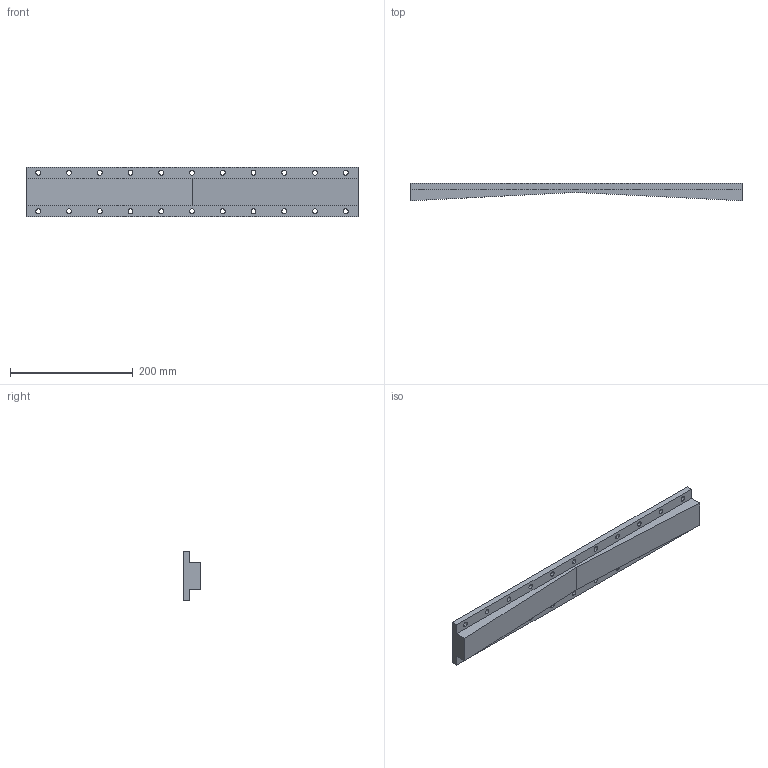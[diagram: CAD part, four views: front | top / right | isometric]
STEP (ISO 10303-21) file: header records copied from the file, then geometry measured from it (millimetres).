
FILE_DESCRIPTION (( 'STEP AP214' ), '1' );
FILE_NAME ('Moule partie Inf.STEP', '2018-11-26T21:05:53', ( '' ), ( '' ), 'SwSTEP 2.0', 'SolidWorks 2015', '' );
FILE_SCHEMA (( 'AUTOMOTIVE_DESIGN' ));
Length unit declared in the file: millimetre
Products named in the file (1): Moule partie Inf
Bounding box: 540 x 28.6 x 80.6 mm (x, y, z)
Volume: 708372.8 mm3; surface area: 117211.2 mm2
Topology: 1 solids, 1 shells, 55 faces, 159 edges, 106 vertices
Faces by surface type: cylinder 44, plane 11
Entity records: 1983 total; most frequent: DIRECTION 359, CARTESIAN_POINT 321, ORIENTED_EDGE 318, EDGE_CURVE 159, AXIS2_PLACEMENT_3D 144, VERTEX_POINT 106, EDGE_LOOP 99, CIRCLE 88
